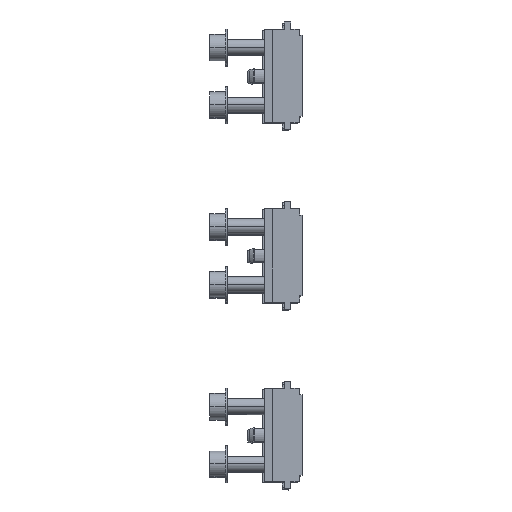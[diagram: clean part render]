
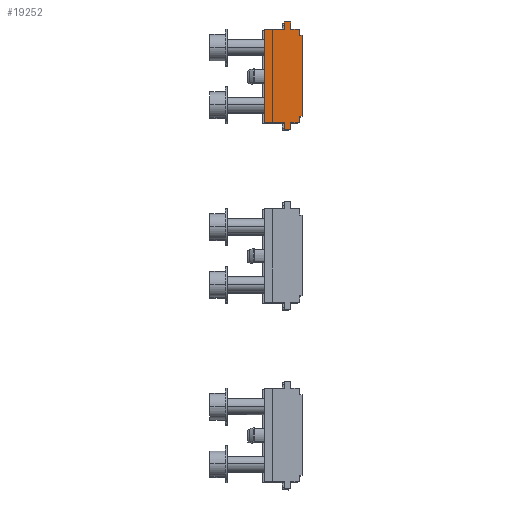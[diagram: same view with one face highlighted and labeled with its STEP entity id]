
A CAD part, top view. The second image highlights one B-rep face of the part: STEP entity #19252.
In plain terms, the highlighted planar face has unit normal (0, 0, 1).
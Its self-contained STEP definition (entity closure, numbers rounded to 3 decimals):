
#16886=DIRECTION('',(-1.,0.,0.));
#16887=VECTOR('',#16886,1.);
#16888=CARTESIAN_POINT('',(47.7,54.25,155.046));
#16889=LINE('',#16888,#16887);
#16890=DIRECTION('',(0.,-1.,0.));
#16891=VECTOR('',#16890,2.5);
#16892=CARTESIAN_POINT('',(46.7,54.25,155.046));
#16893=LINE('',#16892,#16891);
#16894=DIRECTION('',(0.,1.,0.));
#16895=VECTOR('',#16894,36.5);
#16896=CARTESIAN_POINT('',(33.2,51.75,155.046));
#16897=LINE('',#16896,#16895);
#16898=DIRECTION('',(1.,0.,0.));
#16899=VECTOR('',#16898,7.5);
#16900=CARTESIAN_POINT('',(33.2,88.25,155.046));
#16901=LINE('',#16900,#16899);
#16902=DIRECTION('',(1.,0.,0.));
#16903=VECTOR('',#16902,3.5);
#16904=CARTESIAN_POINT('',(43.2,88.25,155.046));
#16905=LINE('',#16904,#16903);
#16906=DIRECTION('',(0.,-1.,0.));
#16907=VECTOR('',#16906,2.5);
#16908=CARTESIAN_POINT('',(46.7,88.25,155.046));
#16909=LINE('',#16908,#16907);
#16918=DIRECTION('',(-1.,0.,0.));
#16919=VECTOR('',#16918,1.);
#16920=CARTESIAN_POINT('',(47.7,85.75,155.046));
#16921=LINE('',#16920,#16919);
#16940=DIRECTION('',(0.,1.,0.));
#16941=VECTOR('',#16940,31.5);
#16942=CARTESIAN_POINT('',(47.7,54.25,155.046));
#16943=LINE('',#16942,#16941);
#17567=DIRECTION('',(1.,0.,0.));
#17568=VECTOR('',#17567,3.5);
#17569=CARTESIAN_POINT('',(43.2,51.75,155.046));
#17570=LINE('',#17569,#17568);
#17587=DIRECTION('',(1.,0.,0.));
#17588=VECTOR('',#17587,7.5);
#17589=CARTESIAN_POINT('',(33.2,51.75,155.046));
#17590=LINE('',#17589,#17588);
#17628=DIRECTION('',(0.,1.,0.));
#17629=VECTOR('',#17628,2.75);
#17630=CARTESIAN_POINT('',(43.2,88.25,155.046));
#17631=LINE('',#17630,#17629);
#17641=DIRECTION('',(0.,-1.,0.));
#17642=VECTOR('',#17641,2.75);
#17643=CARTESIAN_POINT('',(40.7,91.,155.046));
#17644=LINE('',#17643,#17642);
#17669=DIRECTION('',(-1.,0.,0.));
#17670=VECTOR('',#17669,2.5);
#17671=CARTESIAN_POINT('',(43.2,91.,155.046));
#17672=LINE('',#17671,#17670);
#17690=DIRECTION('',(0.,-1.,0.));
#17691=VECTOR('',#17690,2.75);
#17692=CARTESIAN_POINT('',(40.7,51.75,155.046));
#17693=LINE('',#17692,#17691);
#17698=DIRECTION('',(1.,0.,0.));
#17699=VECTOR('',#17698,2.5);
#17700=CARTESIAN_POINT('',(40.7,49.,155.046));
#17701=LINE('',#17700,#17699);
#17715=DIRECTION('',(0.,1.,0.));
#17716=VECTOR('',#17715,2.75);
#17717=CARTESIAN_POINT('',(43.2,49.,155.046));
#17718=LINE('',#17717,#17716);
#18113=CARTESIAN_POINT('',(33.2,51.75,155.046));
#18115=VERTEX_POINT('',#18113);
#18118=CARTESIAN_POINT('',(43.2,88.25,155.046));
#18119=CARTESIAN_POINT('',(46.7,88.25,155.046));
#18120=VERTEX_POINT('',#18118);
#18121=VERTEX_POINT('',#18119);
#18126=CARTESIAN_POINT('',(40.7,88.25,155.046));
#18127=VERTEX_POINT('',#18126);
#18128=CARTESIAN_POINT('',(33.2,88.25,155.046));
#18129=VERTEX_POINT('',#18128);
#18138=CARTESIAN_POINT('',(46.7,85.75,155.046));
#18139=VERTEX_POINT('',#18138);
#18148=CARTESIAN_POINT('',(46.7,51.75,155.046));
#18149=VERTEX_POINT('',#18148);
#18150=CARTESIAN_POINT('',(46.7,54.25,155.046));
#18151=VERTEX_POINT('',#18150);
#18164=CARTESIAN_POINT('',(47.7,54.25,155.046));
#18165=VERTEX_POINT('',#18164);
#18166=CARTESIAN_POINT('',(43.2,51.75,155.046));
#18167=VERTEX_POINT('',#18166);
#18168=CARTESIAN_POINT('',(40.7,51.75,155.046));
#18169=CARTESIAN_POINT('',(40.7,49.,155.046));
#18170=VERTEX_POINT('',#18168);
#18171=VERTEX_POINT('',#18169);
#18172=CARTESIAN_POINT('',(43.2,91.,155.046));
#18173=CARTESIAN_POINT('',(40.7,91.,155.046));
#18174=VERTEX_POINT('',#18172);
#18175=VERTEX_POINT('',#18173);
#18176=CARTESIAN_POINT('',(47.7,85.75,155.046));
#18177=VERTEX_POINT('',#18176);
#18390=CARTESIAN_POINT('',(43.2,49.,155.046));
#18391=VERTEX_POINT('',#18390);
#19216=CARTESIAN_POINT('',(40.45,70.,155.046));
#19217=DIRECTION('',(0.,0.,1.));
#19218=DIRECTION('',(-1.,0.,0.));
#19219=AXIS2_PLACEMENT_3D('',#19216,#19217,#19218);
#19220=PLANE('',#19219);
#19222=ORIENTED_EDGE('',*,*,#19221,.F.);
#19224=ORIENTED_EDGE('',*,*,#19223,.F.);
#19225=ORIENTED_EDGE('',*,*,#19202,.T.);
#19226=ORIENTED_EDGE('',*,*,#19113,.T.);
#19228=ORIENTED_EDGE('',*,*,#19227,.F.);
#19230=ORIENTED_EDGE('',*,*,#19229,.F.);
#19232=ORIENTED_EDGE('',*,*,#19231,.F.);
#19234=ORIENTED_EDGE('',*,*,#19233,.F.);
#19236=ORIENTED_EDGE('',*,*,#19235,.F.);
#19238=ORIENTED_EDGE('',*,*,#19237,.T.);
#19240=ORIENTED_EDGE('',*,*,#19239,.T.);
#19242=ORIENTED_EDGE('',*,*,#19241,.F.);
#19244=ORIENTED_EDGE('',*,*,#19243,.F.);
#19246=ORIENTED_EDGE('',*,*,#19245,.F.);
#19248=ORIENTED_EDGE('',*,*,#19247,.T.);
#19249=ORIENTED_EDGE('',*,*,#19102,.T.);
#19250=EDGE_LOOP('',(#19222,#19224,#19225,#19226,#19228,#19230,#19232,#19234,
#19236,#19238,#19240,#19242,#19244,#19246,#19248,#19249));
#19251=FACE_OUTER_BOUND('',#19250,.F.);
#19102=EDGE_CURVE('',#18121,#18139,#16909,.T.);
#19113=EDGE_CURVE('',#18151,#18149,#16893,.T.);
#19202=EDGE_CURVE('',#18165,#18151,#16889,.T.);
#19221=EDGE_CURVE('',#18177,#18139,#16921,.T.);
#19223=EDGE_CURVE('',#18165,#18177,#16943,.T.);
#19227=EDGE_CURVE('',#18167,#18149,#17570,.T.);
#19229=EDGE_CURVE('',#18391,#18167,#17718,.T.);
#19231=EDGE_CURVE('',#18171,#18391,#17701,.T.);
#19233=EDGE_CURVE('',#18170,#18171,#17693,.T.);
#19235=EDGE_CURVE('',#18115,#18170,#17590,.T.);
#19237=EDGE_CURVE('',#18115,#18129,#16897,.T.);
#19239=EDGE_CURVE('',#18129,#18127,#16901,.T.);
#19241=EDGE_CURVE('',#18175,#18127,#17644,.T.);
#19243=EDGE_CURVE('',#18174,#18175,#17672,.T.);
#19245=EDGE_CURVE('',#18120,#18174,#17631,.T.);
#19247=EDGE_CURVE('',#18120,#18121,#16905,.T.);
#19252=ADVANCED_FACE('',(#19251),#19220,.T.);
